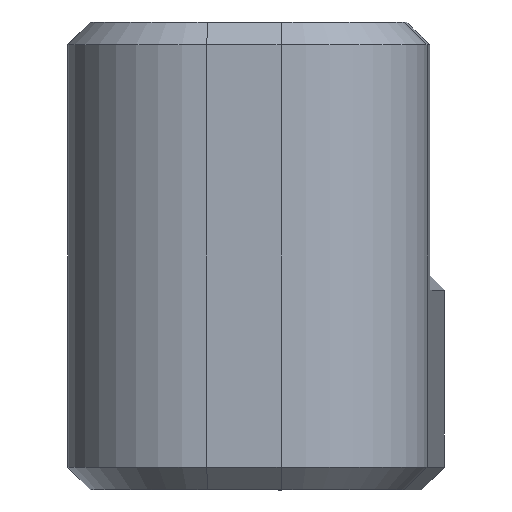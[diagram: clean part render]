
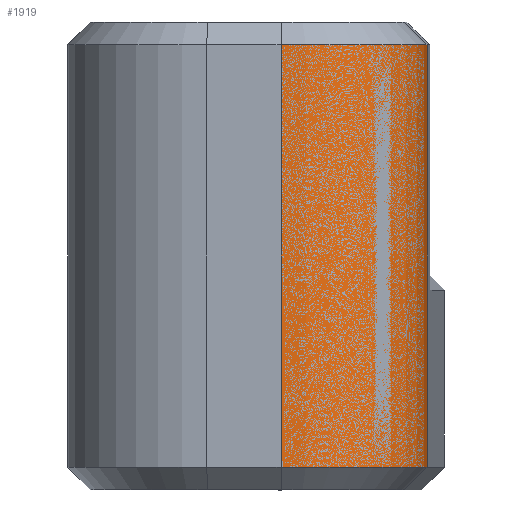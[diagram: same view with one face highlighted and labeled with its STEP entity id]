
A CAD part, left-side view. The second image highlights one B-rep face of the part: STEP entity #1919.
In plain terms, the highlighted cylindrical face has radius 2.5 mm (diameter 5 mm), a partial arc.
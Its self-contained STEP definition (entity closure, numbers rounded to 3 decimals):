
#183=FACE_OUTER_BOUND('',#311,.T.);
#311=EDGE_LOOP('',(#1480,#1481,#1482,#1483));
#472=LINE('',#2921,#705);
#474=LINE('',#2924,#707);
#705=VECTOR('',#2364,1000.);
#707=VECTOR('',#2368,1000.);
#884=CIRCLE('',#2057,2.5);
#886=CIRCLE('',#2067,2.5);
#948=VERTEX_POINT('',#2864);
#949=VERTEX_POINT('',#2868);
#952=VERTEX_POINT('',#2889);
#953=VERTEX_POINT('',#2893);
#1120=EDGE_CURVE('',#949,#948,#884,.T.);
#1133=EDGE_CURVE('',#952,#953,#886,.T.);
#1147=EDGE_CURVE('',#953,#949,#472,.T.);
#1149=EDGE_CURVE('',#952,#948,#474,.T.);
#1480=ORIENTED_EDGE('',*,*,#1133,.F.);
#1481=ORIENTED_EDGE('',*,*,#1149,.T.);
#1482=ORIENTED_EDGE('',*,*,#1120,.F.);
#1483=ORIENTED_EDGE('',*,*,#1147,.F.);
#1877=CYLINDRICAL_SURFACE('',#2079,2.5);
#1919=ADVANCED_FACE('',(#183),#1877,.T.);
#2057=AXIS2_PLACEMENT_3D('',#2870,#2299,#2300);
#2067=AXIS2_PLACEMENT_3D('',#2895,#2330,#2331);
#2079=AXIS2_PLACEMENT_3D('',#2923,#2366,#2367);
#2299=DIRECTION('center_axis',(0.,0.,
-1.));
#2300=DIRECTION('ref_axis',(-0.024,-1.,0.));
#2330=DIRECTION('center_axis',(0.,0.,
1.));
#2331=DIRECTION('ref_axis',(-0.024,-1.,0.));
#2364=DIRECTION('',(0.,0.,-1.));
#2366=DIRECTION('center_axis',(0.,0.,
-1.));
#2367=DIRECTION('ref_axis',(0.024,1.,0.));
#2368=DIRECTION('',(0.,0.,-1.));
#2864=CARTESIAN_POINT('',(49.156,12.484,-2.107));
#2868=CARTESIAN_POINT('',(51.596,9.926,-2.107));
#2870=CARTESIAN_POINT('Origin',(51.655,12.425,-2.107));
#2889=CARTESIAN_POINT('',(49.156,12.484,5.293));
#2893=CARTESIAN_POINT('',(51.596,9.926,5.293));
#2895=CARTESIAN_POINT('Origin',(51.655,12.425,5.293));
#2921=CARTESIAN_POINT('',(51.596,9.926,5.593));
#2923=CARTESIAN_POINT('Origin',(51.655,12.425,5.593));
#2924=CARTESIAN_POINT('',(49.156,12.484,1.593));
